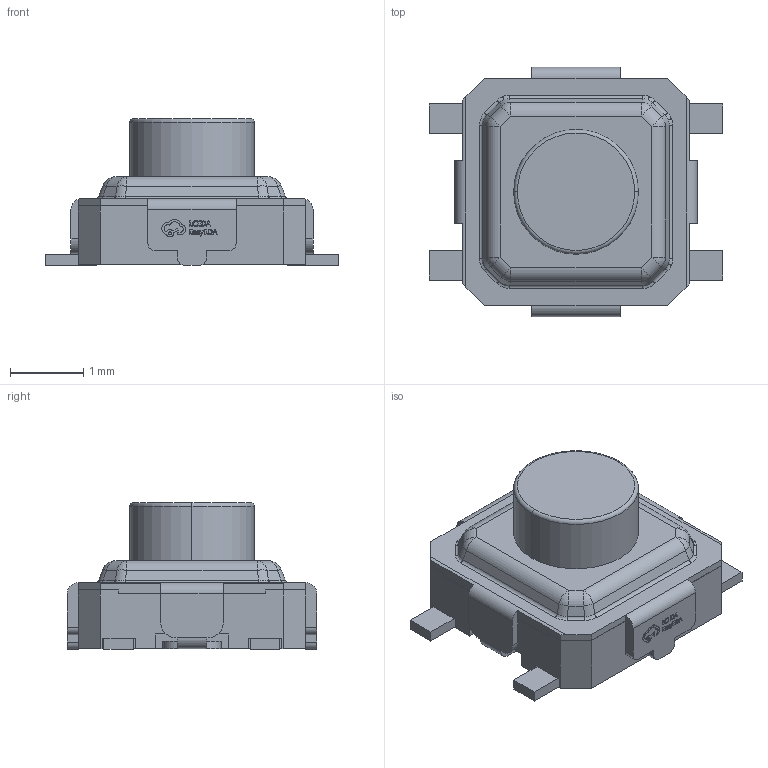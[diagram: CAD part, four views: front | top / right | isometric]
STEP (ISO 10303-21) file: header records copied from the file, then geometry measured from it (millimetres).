
FILE_DESCRIPTION (( 'STEP AP214' ), '1' );
FILE_NAME ('KEY-SMD_4P-L3.1-W3.1-P2.00-LS4.0.step', '2022-07-02T14:58:40', ( '' ), ( '' ), 'SwSTEP 2.0', 'SolidWorks 2020', '' );
FILE_SCHEMA (( 'AUTOMOTIVE_DESIGN' ));
Length unit declared in the file: millimetre
Products named in the file (1): KEY-SMD_4P-L3.1-W3.1-P2.00-LS4.0
Bounding box: 4 x 3.4 x 2 mm (x, y, z)
Volume: 12.1 mm3; surface area: 71.1 mm2
Topology: 3 solids, 3 shells, 609 faces, 1569 edges, 996 vertices
Faces by surface type: plane 325, bspline 148, cylinder 110, sphere 24, torus 2
Entity records: 25761 total; most frequent: CARTESIAN_POINT 5903, ORIENTED_EDGE 3138, DIRECTION 2401, EDGE_CURVE 1569, LINE 1053, VECTOR 1053, VERTEX_POINT 996, AXIS2_PLACEMENT_3D 674
